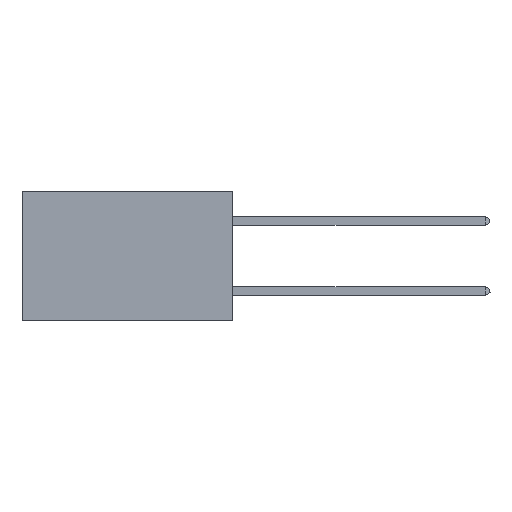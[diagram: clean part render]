
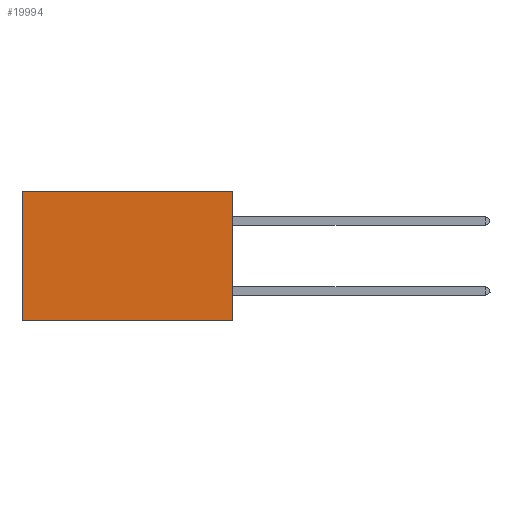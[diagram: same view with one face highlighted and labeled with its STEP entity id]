
A CAD part, left-side view. The second image highlights one B-rep face of the part: STEP entity #19994.
In plain terms, the highlighted planar face has unit normal (-1, 0, 0).
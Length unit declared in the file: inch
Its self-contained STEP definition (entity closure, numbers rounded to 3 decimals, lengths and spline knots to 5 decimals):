
#169 = DIRECTION ( 'NONE',  ( 0., 0., -1. ) ) ;
#1409 = LINE ( 'NONE', #24434, #19776 ) ;
#1484 = VERTEX_POINT ( 'NONE', #13363 ) ;
#1571 = VECTOR ( 'NONE', #14755, 39.37008 ) ;
#3015 = CARTESIAN_POINT ( 'NONE',  ( 0.2875, 0.6, 0. ) ) ;
#4496 = AXIS2_PLACEMENT_3D ( 'NONE', #8336, #20704, #169 ) ;
#5949 = DIRECTION ( 'NONE',  ( 0., 0., -1. ) ) ;
#6124 = CARTESIAN_POINT ( 'NONE',  ( 0.2875, 0.6, 0. ) ) ;
#6129 = EDGE_CURVE ( 'NONE', #6480, #8662, #26473, .T. ) ;
#6469 = CARTESIAN_POINT ( 'NONE',  ( 0.2875, 0., 0. ) ) ;
#6480 = VERTEX_POINT ( 'NONE', #3015 ) ;
#6883 = EDGE_CURVE ( 'NONE', #15981, #6480, #7703, .T. ) ;
#7703 = LINE ( 'NONE', #6469, #1571 ) ;
#7970 = EDGE_CURVE ( 'NONE', #15981, #1484, #23982, .T. ) ;
#8091 = CARTESIAN_POINT ( 'NONE',  ( 0.2875, 0., 0. ) ) ;
#8336 = CARTESIAN_POINT ( 'NONE',  ( 0.2875, 0., 0. ) ) ;
#8604 = PLANE ( 'NONE',  #4496 ) ;
#8662 = VERTEX_POINT ( 'NONE', #26257 ) ;
#9610 = FACE_OUTER_BOUND ( 'NONE', #10783, .T. ) ;
#9965 = ORIENTED_EDGE ( 'NONE', *, *, #6883, .T. ) ;
#10783 = EDGE_LOOP ( 'NONE', ( #13203, #17288, #24029, #9965 ) ) ;
#13203 = ORIENTED_EDGE ( 'NONE', *, *, #6129, .T. ) ;
#13363 = CARTESIAN_POINT ( 'NONE',  ( 0.2875, 0., -0.37 ) ) ;
#13849 = DIRECTION ( 'NONE',  ( 0., 0., -1. ) ) ;
#14755 = DIRECTION ( 'NONE',  ( 0., 1., 0. ) ) ;
#15981 = VERTEX_POINT ( 'NONE', #8091 ) ;
#16908 = EDGE_CURVE ( 'NONE', #1484, #8662, #1409, .T. ) ;
#17288 = ORIENTED_EDGE ( 'NONE', *, *, #16908, .F. ) ;
#17509 = VECTOR ( 'NONE', #13849, 39.37008 ) ;
#19776 = VECTOR ( 'NONE', #26598, 39.37008 ) ;
#19994 = ADVANCED_FACE ( 'NONE', ( #9610 ), #8604, .F. ) ;
#20704 = DIRECTION ( 'NONE',  ( 1., 0., 0. ) ) ;
#23982 = LINE ( 'NONE', #26203, #17509 ) ;
#24029 = ORIENTED_EDGE ( 'NONE', *, *, #7970, .F. ) ;
#24434 = CARTESIAN_POINT ( 'NONE',  ( 0.2875, 0., -0.37 ) ) ;
#24538 = VECTOR ( 'NONE', #5949, 39.37008 ) ;
#26203 = CARTESIAN_POINT ( 'NONE',  ( 0.2875, 0., 0. ) ) ;
#26257 = CARTESIAN_POINT ( 'NONE',  ( 0.2875, 0.6, -0.37 ) ) ;
#26473 = LINE ( 'NONE', #6124, #24538 ) ;
#26598 = DIRECTION ( 'NONE',  ( 0., 1., 0. ) ) ;
